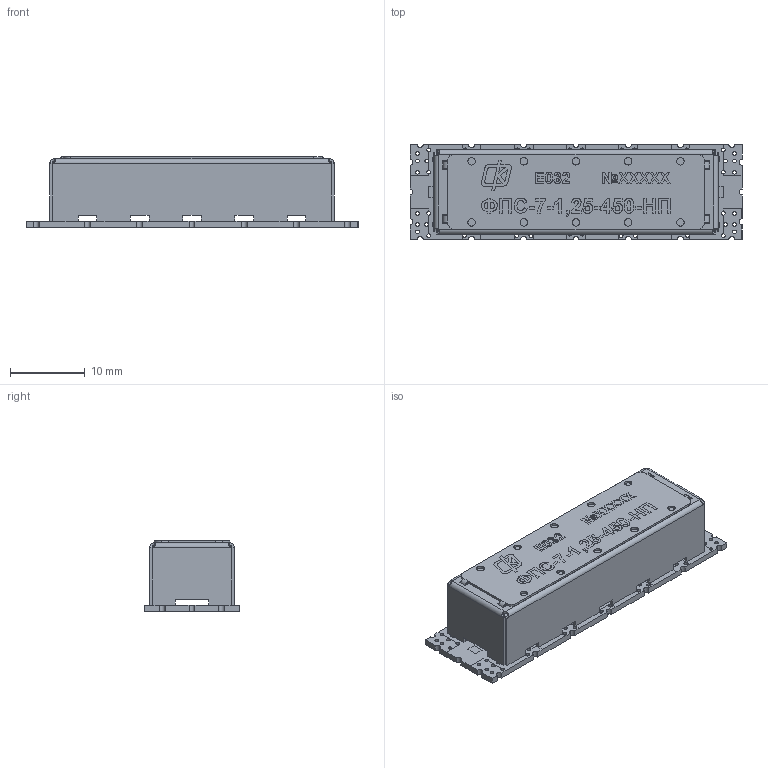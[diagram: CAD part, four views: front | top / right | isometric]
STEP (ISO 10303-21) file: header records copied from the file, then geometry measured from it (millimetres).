
FILE_DESCRIPTION(('STEP AP203'), '1');
FILE_NAME('ÍØÁÀ.468824.089-01_Ôèëüòð ÔÏÑ-7-1,25-450-ÍÏ_2', '', ('UNSPECIFIED'), ('UNSPECIFIED'), 'ASCON STEP Converter 1.6', 'ASCON Math Kernel', '');
FILE_SCHEMA(('CONFIG_CONTROL_DESIGN'));
Length unit declared in the file: millimetre
Products named in the file (1): НШБА.468824.089-01_Фильтр ФПС-7-1,25-450-НП
Bounding box: 44.5 x 12.7 x 9.51 mm (x, y, z)
Volume: 824.5 mm3; surface area: 4052.5 mm2
Topology: 3 solids, 3 shells, 967 faces, 2699 edges, 1778 vertices
Faces by surface type: plane 653, cylinder 199, bspline 115
Full cylindrical faces by diameter (mm): 0.5 x118, 0.8 x4, 1 x10
Entity records: 51833 total; most frequent: CARTESIAN_POINT 19772, ORIENTED_EDGE 5134, DIRECTION 4365, EDGE_CURVE 2567, LINE 1823, VECTOR 1823, VERTEX_POINT 1778, EDGE_LOOP 1413
